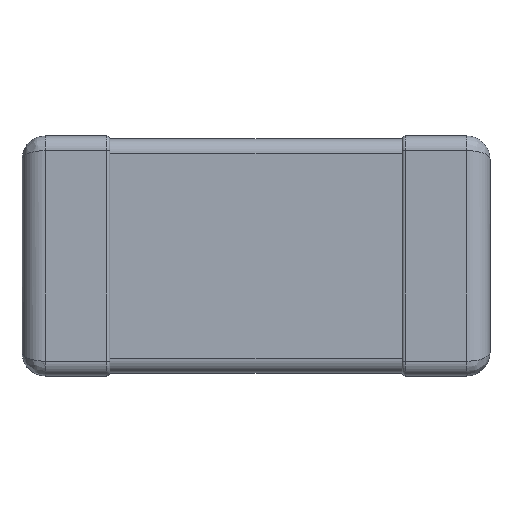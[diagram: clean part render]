
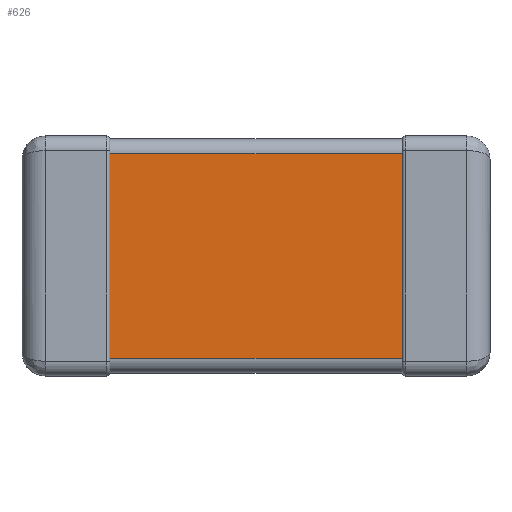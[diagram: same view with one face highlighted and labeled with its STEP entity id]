
A CAD part, top view. The second image highlights one B-rep face of the part: STEP entity #626.
In plain terms, the highlighted planar face has unit normal (0, 0, 1).
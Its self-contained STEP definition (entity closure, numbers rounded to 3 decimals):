
#97 = FACE_OUTER_BOUND ( 'NONE', #2681, .T. ) ;
#129 = DIRECTION ( 'NONE',  ( 1., 0., 0. ) ) ;
#167 = DIRECTION ( 'NONE',  ( -1., 0., 0. ) ) ;
#279 = DIRECTION ( 'NONE',  ( 0., 0., 1. ) ) ;
#386 = CARTESIAN_POINT ( 'NONE',  ( -0.5, -0.35, 0.41 ) ) ;
#417 = EDGE_CURVE ( 'NONE', #556, #1835, #2560, .T. ) ;
#418 = CARTESIAN_POINT ( 'NONE',  ( -0.5, -0.4, 0.41 ) ) ;
#460 = ORIENTED_EDGE ( 'NONE', *, *, #1125, .T. ) ;
#497 = AXIS2_PLACEMENT_3D ( 'NONE', #2582, #279, #2184 ) ;
#517 = CARTESIAN_POINT ( 'NONE',  ( 0.5, -0.4, 0.41 ) ) ;
#519 = ORIENTED_EDGE ( 'NONE', *, *, #1691, .T. ) ;
#550 = VERTEX_POINT ( 'NONE', #887 ) ;
#556 = VERTEX_POINT ( 'NONE', #2379 ) ;
#626 = ADVANCED_FACE ( 'NONE', ( #97 ), #1554, .T. ) ;
#887 = CARTESIAN_POINT ( 'NONE',  ( 0.5, 0.35, 0.41 ) ) ;
#1094 = VECTOR ( 'NONE', #129, 1000. ) ;
#1125 = EDGE_CURVE ( 'NONE', #1163, #550, #2293, .T. ) ;
#1163 = VERTEX_POINT ( 'NONE', #1344 ) ;
#1344 = CARTESIAN_POINT ( 'NONE',  ( 0.5, -0.35, 0.41 ) ) ;
#1422 = VECTOR ( 'NONE', #2026, 1000. ) ;
#1540 = ORIENTED_EDGE ( 'NONE', *, *, #417, .T. ) ;
#1554 = PLANE ( 'NONE',  #497 ) ;
#1603 = CARTESIAN_POINT ( 'NONE',  ( 0., -0.35, 0.41 ) ) ;
#1691 = EDGE_CURVE ( 'NONE', #1835, #1163, #2714, .T. ) ;
#1767 = DIRECTION ( 'NONE',  ( 0., 1., 0. ) ) ;
#1769 = EDGE_CURVE ( 'NONE', #550, #556, #2116, .T. ) ;
#1835 = VERTEX_POINT ( 'NONE', #386 ) ;
#2026 = DIRECTION ( 'NONE',  ( 0., -1., 0. ) ) ;
#2116 = LINE ( 'NONE', #2671, #2584 ) ;
#2140 = ORIENTED_EDGE ( 'NONE', *, *, #1769, .T. ) ;
#2184 = DIRECTION ( 'NONE',  ( 1., 0., 0. ) ) ;
#2220 = VECTOR ( 'NONE', #1767, 1000. ) ;
#2293 = LINE ( 'NONE', #517, #2220 ) ;
#2379 = CARTESIAN_POINT ( 'NONE',  ( -0.5, 0.35, 0.41 ) ) ;
#2560 = LINE ( 'NONE', #418, #1422 ) ;
#2582 = CARTESIAN_POINT ( 'NONE',  ( 0., 0., 0.41 ) ) ;
#2584 = VECTOR ( 'NONE', #167, 1000. ) ;
#2671 = CARTESIAN_POINT ( 'NONE',  ( 0., 0.35, 0.41 ) ) ;
#2681 = EDGE_LOOP ( 'NONE', ( #1540, #519, #460, #2140 ) ) ;
#2714 = LINE ( 'NONE', #1603, #1094 ) ;
